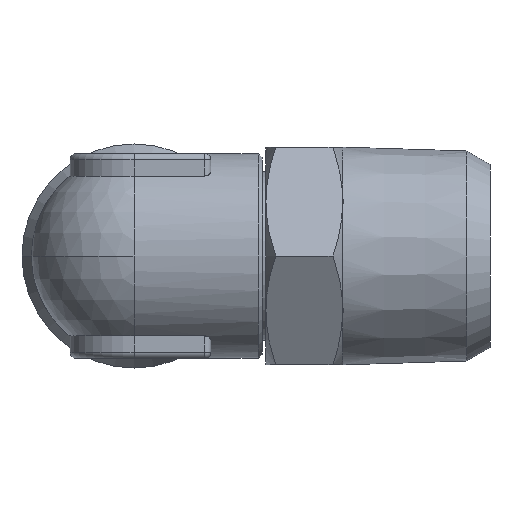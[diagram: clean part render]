
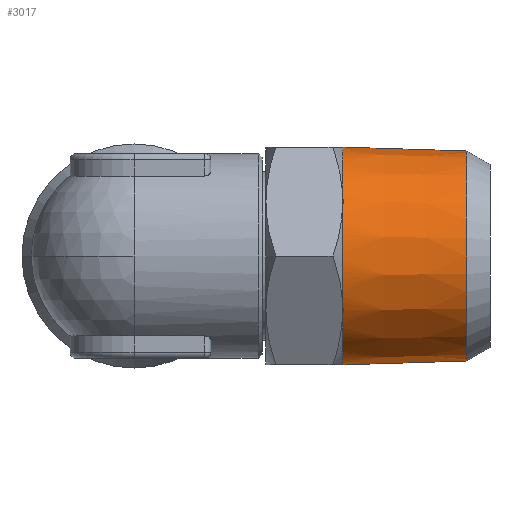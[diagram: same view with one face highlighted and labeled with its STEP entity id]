
A CAD part, left-side view. The second image highlights one B-rep face of the part: STEP entity #3017.
In plain terms, the highlighted conical face has half-angle 1.79 degrees and reference radius 8.2 mm.
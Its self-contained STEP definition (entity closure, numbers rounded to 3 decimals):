
#52 = CIRCLE ( 'NONE', #5984, 8.503 ) ;
#54 = CIRCLE ( 'NONE', #5986, 8.503 ) ;
#56 = CIRCLE ( 'NONE', #5988, 8.503 ) ;
#74 = CIRCLE ( 'NONE', #5999, 8.2 ) ;
#122 = LINE ( 'NONE', #2533, #123 ) ;
#123 = VECTOR ( 'NONE', #2529, 1000. ) ;
#572 = EDGE_CURVE ( 'NONE', #4676, #4677, #1068, .T. ) ;
#764 = ORIENTED_EDGE ( 'NONE', *, *, #572, .F. ) ;
#765 = ORIENTED_EDGE ( 'NONE', *, *, #3549, .F. ) ;
#766 = ORIENTED_EDGE ( 'NONE', *, *, #3964, .T. ) ;
#767 = ORIENTED_EDGE ( 'NONE', *, *, #3489, .T. ) ;
#768 = ORIENTED_EDGE ( 'NONE', *, *, #3504, .T. ) ;
#769 = ORIENTED_EDGE ( 'NONE', *, *, #3492, .T. ) ;
#770 = ORIENTED_EDGE ( 'NONE', *, *, #3506, .T. ) ;
#771 = ORIENTED_EDGE ( 'NONE', *, *, #3495, .T. ) ;
#772 = ORIENTED_EDGE ( 'NONE', *, *, #3508, .T. ) ;
#773 = ORIENTED_EDGE ( 'NONE', *, *, #3498, .T. ) ;
#847 = EDGE_LOOP ( 'NONE', ( #764, #765, #766, #767, #768, #769, #770, #771, #772, #773 ) ) ;
#1068 = LINE ( 'NONE', #4207, #1073 ) ;
#1073 = VECTOR ( 'NONE', #4208, 1000. ) ;
#1724 = CARTESIAN_POINT ( 'NONE',  ( 0., -3.581, 0. ) ) ;
#1725 = DIRECTION ( 'NONE',  ( 0., 1., 0. ) ) ;
#1733 = DIRECTION ( 'NONE',  ( 0., 0., 1. ) ) ;
#2168 = CARTESIAN_POINT ( 'NONE',  ( -7.4, 6.018, -4.184 ) ) ;
#2173 = CARTESIAN_POINT ( 'NONE',  ( -0.149, 6.053, 8.5 ) ) ;
#2175 = CARTESIAN_POINT ( 'NONE',  ( -0.076, 6.018, 8.5 ) ) ;
#2177 = CARTESIAN_POINT ( 'NONE',  ( 0., 6.018, 8.5 ) ) ;
#2178 = CARTESIAN_POINT ( 'NONE',  ( -0.209, 6.1, 8.5 ) ) ;
#2180 = CARTESIAN_POINT ( 'NONE',  ( -7.323, 6.018, 4.316 ) ) ;
#2182 = CARTESIAN_POINT ( 'NONE',  ( -7.287, 6.053, 4.378 ) ) ;
#2184 = CARTESIAN_POINT ( 'NONE',  ( -0.149, 6.053, -8.5 ) ) ;
#2185 = CARTESIAN_POINT ( 'NONE',  ( -7.257, 6.1, 4.431 ) ) ;
#2186 = CARTESIAN_POINT ( 'NONE',  ( -7.4, 6.018, 4.183 ) ) ;
#2187 = CARTESIAN_POINT ( 'NONE',  ( -7.435, 6.053, 4.122 ) ) ;
#2188 = CARTESIAN_POINT ( 'NONE',  ( -7.465, 6.1, 4.069 ) ) ;
#2192 = CARTESIAN_POINT ( 'NONE',  ( -7.435, 6.053, -4.122 ) ) ;
#2194 = CARTESIAN_POINT ( 'NONE',  ( -7.465, 6.1, -4.069 ) ) ;
#2195 = CARTESIAN_POINT ( 'NONE',  ( -7.323, 6.018, -4.317 ) ) ;
#2196 = CARTESIAN_POINT ( 'NONE',  ( -7.287, 6.053, -4.378 ) ) ;
#2197 = CARTESIAN_POINT ( 'NONE',  ( -7.257, 6.1, -4.431 ) ) ;
#2201 = CARTESIAN_POINT ( 'NONE',  ( -0.209, 6.1, -8.5 ) ) ;
#2205 = CARTESIAN_POINT ( 'NONE',  ( -0.076, 6.018, -8.5 ) ) ;
#2206 = CARTESIAN_POINT ( 'NONE',  ( 0., 6.018, -8.5 ) ) ;
#2216 = CARTESIAN_POINT ( 'NONE',  ( 0., 6.1, 0. ) ) ;
#2217 = DIRECTION ( 'NONE',  ( 0., -1., 0. ) ) ;
#2218 = DIRECTION ( 'NONE',  ( 0., 0., -1. ) ) ;
#2222 = CARTESIAN_POINT ( 'NONE',  ( 0., 6.1, 0. ) ) ;
#2223 = DIRECTION ( 'NONE',  ( 0., -1., 0. ) ) ;
#2224 = DIRECTION ( 'NONE',  ( 0., 0., -1. ) ) ;
#2228 = CARTESIAN_POINT ( 'NONE',  ( 0., 6.1, 0. ) ) ;
#2229 = DIRECTION ( 'NONE',  ( 0., -1., 0. ) ) ;
#2230 = DIRECTION ( 'NONE',  ( 0., 0., -1. ) ) ;
#2433 = CARTESIAN_POINT ( 'NONE',  ( 0., -3.581, 0. ) ) ;
#2434 = DIRECTION ( 'NONE',  ( 0., -1., 0. ) ) ;
#2435 = DIRECTION ( 'NONE',  ( 0., 0., -1. ) ) ;
#2529 = DIRECTION ( 'NONE',  ( 0., 1., 0.031 ) ) ;
#2533 = CARTESIAN_POINT ( 'NONE',  ( 0., -3.581, 8.2 ) ) ;
#2563 = CARTESIAN_POINT ( 'NONE',  ( -0.209, 6.1, -8.5 ) ) ;
#2566 = CARTESIAN_POINT ( 'NONE',  ( -7.465, 6.1, -4.069 ) ) ;
#2568 = CARTESIAN_POINT ( 'NONE',  ( -7.465, 6.1, 4.069 ) ) ;
#2569 = CARTESIAN_POINT ( 'NONE',  ( -7.257, 6.1, -4.431 ) ) ;
#2573 = CARTESIAN_POINT ( 'NONE',  ( -0.209, 6.1, 8.5 ) ) ;
#2574 = CARTESIAN_POINT ( 'NONE',  ( -7.257, 6.1, 4.431 ) ) ;
#2703 = CARTESIAN_POINT ( 'NONE',  ( 0., 6.018, 8.5 ) ) ;
#2711 = CARTESIAN_POINT ( 'NONE',  ( 0., -3.581, 8.2 ) ) ;
#2712 = CARTESIAN_POINT ( 'NONE',  ( 0., -3.581, -8.2 ) ) ;
#2713 = CARTESIAN_POINT ( 'NONE',  ( 0., 6.018, -8.5 ) ) ;
#3017 = ADVANCED_FACE ( 'NONE', ( #6165 ), #6173, .T. ) ;
#3489 = EDGE_CURVE ( 'NONE', #4667, #4533, #3677, .T. ) ;
#3492 = EDGE_CURVE ( 'NONE', #4535, #4528, #3678, .T. ) ;
#3495 = EDGE_CURVE ( 'NONE', #4526, #4529, #3679, .T. ) ;
#3498 = EDGE_CURVE ( 'NONE', #4523, #4677, #3680, .T. ) ;
#3504 = EDGE_CURVE ( 'NONE', #4533, #4535, #52, .T. ) ;
#3506 = EDGE_CURVE ( 'NONE', #4528, #4526, #54, .T. ) ;
#3508 = EDGE_CURVE ( 'NONE', #4529, #4523, #56, .T. ) ;
#3549 = EDGE_CURVE ( 'NONE', #4675, #4676, #74, .T. ) ;
#3677 = B_SPLINE_CURVE_WITH_KNOTS ( 'NONE', 3,
 ( #2177, #2175, #2173, #2178 ),
 .UNSPECIFIED., .F., .F.,
 ( 4, 4 ),
 ( 0.01, 0.01 ),
 .UNSPECIFIED. ) ;
#3678 = B_SPLINE_CURVE_WITH_KNOTS ( 'NONE', 3,
 ( #2185, #2182, #2180, #2186, #2187, #2188 ),
 .UNSPECIFIED., .F., .F.,
 ( 4, 2, 4 ),
 ( 0., 0., 0. ),
 .UNSPECIFIED. ) ;
#3679 = B_SPLINE_CURVE_WITH_KNOTS ( 'NONE', 3,
 ( #2194, #2192, #2168, #2195, #2196, #2197 ),
 .UNSPECIFIED., .F., .F.,
 ( 4, 2, 4 ),
 ( 0., 0., 0. ),
 .UNSPECIFIED. ) ;
#3680 = B_SPLINE_CURVE_WITH_KNOTS ( 'NONE', 3,
 ( #2201, #2184, #2205, #2206 ),
 .UNSPECIFIED., .F., .F.,
 ( 4, 4 ),
 ( 0.012, 0.012 ),
 .UNSPECIFIED. ) ;
#3964 = EDGE_CURVE ( 'NONE', #4675, #4667, #122, .T. ) ;
#4207 = CARTESIAN_POINT ( 'NONE',  ( 0., -3.581, -8.2 ) ) ;
#4208 = DIRECTION ( 'NONE',  ( 0., 1., -0.031 ) ) ;
#4523 = VERTEX_POINT ( 'NONE', #2563 ) ;
#4526 = VERTEX_POINT ( 'NONE', #2566 ) ;
#4528 = VERTEX_POINT ( 'NONE', #2568 ) ;
#4529 = VERTEX_POINT ( 'NONE', #2569 ) ;
#4533 = VERTEX_POINT ( 'NONE', #2573 ) ;
#4535 = VERTEX_POINT ( 'NONE', #2574 ) ;
#4667 = VERTEX_POINT ( 'NONE', #2703 ) ;
#4675 = VERTEX_POINT ( 'NONE', #2711 ) ;
#4676 = VERTEX_POINT ( 'NONE', #2712 ) ;
#4677 = VERTEX_POINT ( 'NONE', #2713 ) ;
#5076 = AXIS2_PLACEMENT_3D ( 'NONE', #1724, #1725, #1733 ) ;
#5984 = AXIS2_PLACEMENT_3D ( 'NONE', #2216, #2217, #2218 ) ;
#5986 = AXIS2_PLACEMENT_3D ( 'NONE', #2222, #2223, #2224 ) ;
#5988 = AXIS2_PLACEMENT_3D ( 'NONE', #2228, #2229, #2230 ) ;
#5999 = AXIS2_PLACEMENT_3D ( 'NONE', #2433, #2434, #2435 ) ;
#6165 = FACE_OUTER_BOUND ( 'NONE', #847, .T. ) ;
#6173 = CONICAL_SURFACE ( 'NONE', #5076, 8.2, 0.031 ) ;
